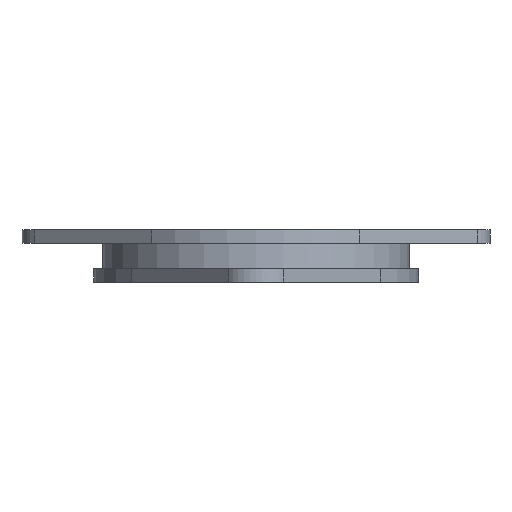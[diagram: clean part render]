
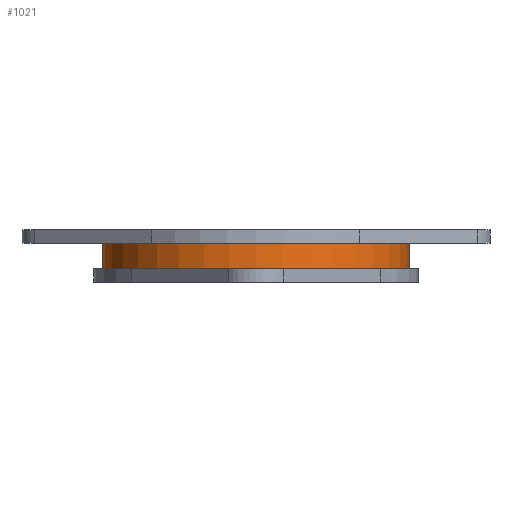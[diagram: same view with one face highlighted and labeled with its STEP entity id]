
A CAD part, front view. The second image highlights one B-rep face of the part: STEP entity #1021.
In plain terms, the highlighted cylindrical face has radius 17 mm (diameter 34 mm), a full revolution.
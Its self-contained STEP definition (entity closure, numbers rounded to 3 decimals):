
#84 = PLANE('',#85);
#85 = AXIS2_PLACEMENT_3D('',#86,#87,#88);
#86 = CARTESIAN_POINT('',(-13.927,11.404,1.5));
#87 = DIRECTION('',(0.,0.,-1.));
#88 = DIRECTION('',(-1.,0.,0.));
#701 = EDGE_CURVE('',#702,#702,#704,.T.);
#702 = VERTEX_POINT('',#703);
#703 = CARTESIAN_POINT('',(17.,0.,1.5));
#704 = SURFACE_CURVE('',#705,(#710,#721),.PCURVE_S1.);
#705 = CIRCLE('',#706,17.);
#706 = AXIS2_PLACEMENT_3D('',#707,#708,#709);
#707 = CARTESIAN_POINT('',(0.,0.,1.5));
#708 = DIRECTION('',(0.,0.,1.));
#709 = DIRECTION('',(1.,0.,0.));
#710 = PCURVE('',#84,#711);
#711 = DEFINITIONAL_REPRESENTATION('',(#712),#720);
#712 = ( BOUNDED_CURVE() B_SPLINE_CURVE(2,(#713,#714,#715,#716,#717,#718
,#719),.UNSPECIFIED.,.T.,.F.) B_SPLINE_CURVE_WITH_KNOTS((1,2,2,2,2,1),(
    -2.094,0.,2.094,4.189,6.283,
8.378),.UNSPECIFIED.) CURVE() GEOMETRIC_REPRESENTATION_ITEM() 
RATIONAL_B_SPLINE_CURVE((1.,0.5,1.,0.5,1.,0.5,1.)) REPRESENTATION_ITEM(
  '') );
#713 = CARTESIAN_POINT('',(-30.927,-11.404));
#714 = CARTESIAN_POINT('',(-30.927,18.041));
#715 = CARTESIAN_POINT('',(-5.427,3.319));
#716 = CARTESIAN_POINT('',(20.073,-11.404));
#717 = CARTESIAN_POINT('',(-5.427,-26.126));
#718 = CARTESIAN_POINT('',(-30.927,-40.849));
#719 = CARTESIAN_POINT('',(-30.927,-11.404));
#720 = ( GEOMETRIC_REPRESENTATION_CONTEXT(2) 
PARAMETRIC_REPRESENTATION_CONTEXT() REPRESENTATION_CONTEXT('2D SPACE',''
  ) );
#721 = PCURVE('',#722,#727);
#722 = CYLINDRICAL_SURFACE('',#723,17.);
#723 = AXIS2_PLACEMENT_3D('',#724,#725,#726);
#724 = CARTESIAN_POINT('',(0.,0.,1.5));
#725 = DIRECTION('',(-0.,-0.,-1.));
#726 = DIRECTION('',(1.,0.,0.));
#727 = DEFINITIONAL_REPRESENTATION('',(#728),#732);
#728 = LINE('',#729,#730);
#729 = CARTESIAN_POINT('',(-0.,0.));
#730 = VECTOR('',#731,1.);
#731 = DIRECTION('',(-1.,0.));
#732 = ( GEOMETRIC_REPRESENTATION_CONTEXT(2) 
PARAMETRIC_REPRESENTATION_CONTEXT() REPRESENTATION_CONTEXT('2D SPACE',''
  ) );
#1021 = ADVANCED_FACE('',(#1022),#722,.T.);
#1022 = FACE_BOUND('',#1023,.F.);
#1023 = EDGE_LOOP('',(#1024,#1047,#1048,#1049));
#1024 = ORIENTED_EDGE('',*,*,#1025,.F.);
#1025 = EDGE_CURVE('',#702,#1026,#1028,.T.);
#1026 = VERTEX_POINT('',#1027);
#1027 = CARTESIAN_POINT('',(17.,0.,4.3));
#1028 = SEAM_CURVE('',#1029,(#1033,#1040),.PCURVE_S1.);
#1029 = LINE('',#1030,#1031);
#1030 = CARTESIAN_POINT('',(17.,0.,1.5));
#1031 = VECTOR('',#1032,1.);
#1032 = DIRECTION('',(0.,0.,1.));
#1033 = PCURVE('',#722,#1034);
#1034 = DEFINITIONAL_REPRESENTATION('',(#1035),#1039);
#1035 = LINE('',#1036,#1037);
#1036 = CARTESIAN_POINT('',(-6.283,0.));
#1037 = VECTOR('',#1038,1.);
#1038 = DIRECTION('',(-0.,-1.));
#1039 = ( GEOMETRIC_REPRESENTATION_CONTEXT(2) 
PARAMETRIC_REPRESENTATION_CONTEXT() REPRESENTATION_CONTEXT('2D SPACE',''
  ) );
#1040 = PCURVE('',#722,#1041);
#1041 = DEFINITIONAL_REPRESENTATION('',(#1042),#1046);
#1042 = LINE('',#1043,#1044);
#1043 = CARTESIAN_POINT('',(-0.,0.));
#1044 = VECTOR('',#1045,1.);
#1045 = DIRECTION('',(-0.,-1.));
#1046 = ( GEOMETRIC_REPRESENTATION_CONTEXT(2) 
PARAMETRIC_REPRESENTATION_CONTEXT() REPRESENTATION_CONTEXT('2D SPACE',''
  ) );
#1047 = ORIENTED_EDGE('',*,*,#701,.F.);
#1048 = ORIENTED_EDGE('',*,*,#1025,.T.);
#1049 = ORIENTED_EDGE('',*,*,#1050,.T.);
#1050 = EDGE_CURVE('',#1026,#1026,#1051,.T.);
#1051 = SURFACE_CURVE('',#1052,(#1057,#1064),.PCURVE_S1.);
#1052 = CIRCLE('',#1053,17.);
#1053 = AXIS2_PLACEMENT_3D('',#1054,#1055,#1056);
#1054 = CARTESIAN_POINT('',(0.,0.,4.3));
#1055 = DIRECTION('',(0.,0.,1.));
#1056 = DIRECTION('',(1.,0.,0.));
#1057 = PCURVE('',#722,#1058);
#1058 = DEFINITIONAL_REPRESENTATION('',(#1059),#1063);
#1059 = LINE('',#1060,#1061);
#1060 = CARTESIAN_POINT('',(-0.,-2.8));
#1061 = VECTOR('',#1062,1.);
#1062 = DIRECTION('',(-1.,0.));
#1063 = ( GEOMETRIC_REPRESENTATION_CONTEXT(2) 
PARAMETRIC_REPRESENTATION_CONTEXT() REPRESENTATION_CONTEXT('2D SPACE',''
  ) );
#1064 = PCURVE('',#1065,#1070);
#1065 = PLANE('',#1066);
#1066 = AXIS2_PLACEMENT_3D('',#1067,#1068,#1069);
#1067 = CARTESIAN_POINT('',(-24.566,3.,4.3));
#1068 = DIRECTION('',(0.,0.,-1.));
#1069 = DIRECTION('',(-1.,0.,0.));
#1070 = DEFINITIONAL_REPRESENTATION('',(#1071),#1079);
#1071 = ( BOUNDED_CURVE() B_SPLINE_CURVE(2,(#1072,#1073,#1074,#1075,
#1076,#1077,#1078),.UNSPECIFIED.,.F.,.F.) B_SPLINE_CURVE_WITH_KNOTS((1,2
    ,2,2,2,1),(-2.094,0.,2.094,4.189,
6.283,8.378),.UNSPECIFIED.) CURVE() 
GEOMETRIC_REPRESENTATION_ITEM() RATIONAL_B_SPLINE_CURVE((1.,0.5,1.,0.5,
1.,0.5,1.)) REPRESENTATION_ITEM('') );
#1072 = CARTESIAN_POINT('',(-41.566,-3.));
#1073 = CARTESIAN_POINT('',(-41.566,26.445));
#1074 = CARTESIAN_POINT('',(-16.066,11.723));
#1075 = CARTESIAN_POINT('',(9.434,-3.));
#1076 = CARTESIAN_POINT('',(-16.066,-17.722));
#1077 = CARTESIAN_POINT('',(-41.566,-32.444));
#1078 = CARTESIAN_POINT('',(-41.566,-3.));
#1079 = ( GEOMETRIC_REPRESENTATION_CONTEXT(2) 
PARAMETRIC_REPRESENTATION_CONTEXT() REPRESENTATION_CONTEXT('2D SPACE',''
  ) );
